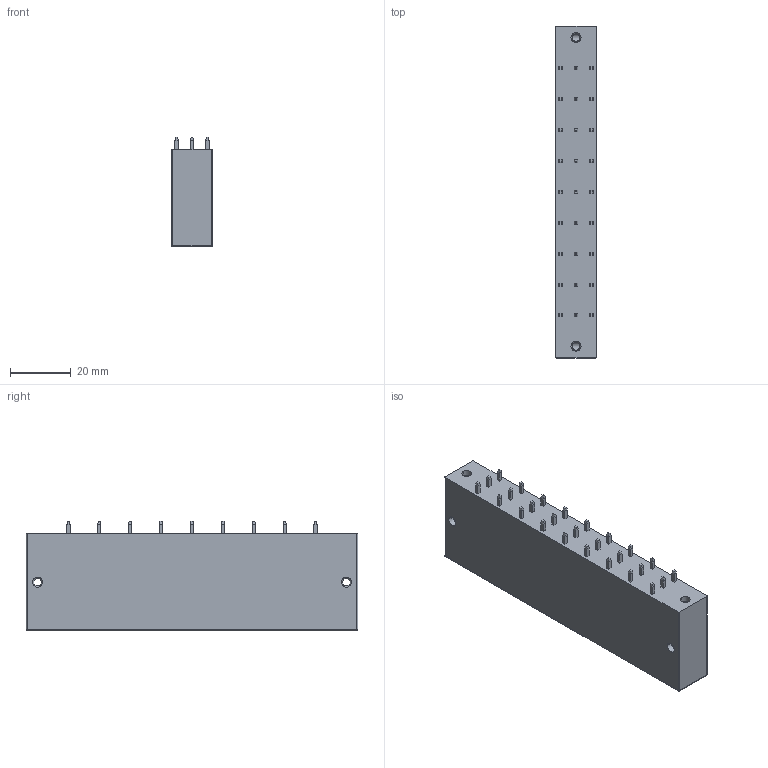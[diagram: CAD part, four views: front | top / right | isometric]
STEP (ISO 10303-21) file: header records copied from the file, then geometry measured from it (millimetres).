
FILE_DESCRIPTION((''),'2;1');
FILE_NAME('TLPHW-800V-XXP-X','2024-09-10T14:21:51',('yanfa'),(''),'CREO PARAMETRIC BY PTC INC, 2018100','CREO PARAMETRIC BY PTC INC, 2018100','');
FILE_SCHEMA(('AUTOMOTIVE_DESIGN { 1 0 10303 214 1 1 1 1 }'));
Length unit declared in the file: millimetre
Products named in the file (1): TLPHW-800V-XXP-X
Bounding box: 13.4 x 109.2 x 36 mm (x, y, z)
Volume: 38543.7 mm3; surface area: 16425.2 mm2
Topology: 1 solids, 1 shells, 535 faces, 1324 edges, 838 vertices
Faces by surface type: plane 378, cylinder 123, cone 21, bspline 9, sphere 4
Entity records: 16092 total; most frequent: CARTESIAN_POINT 3336, ORIENTED_EDGE 2648, DIRECTION 2515, EDGE_CURVE 1324, VECTOR 1010, LINE 1010, VERTEX_POINT 838, AXIS2_PLACEMENT_3D 751
